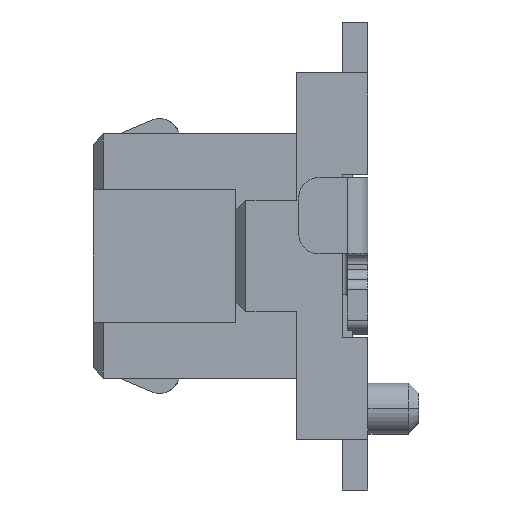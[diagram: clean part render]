
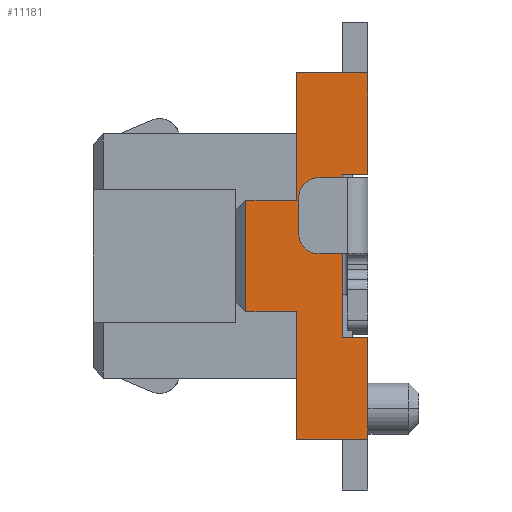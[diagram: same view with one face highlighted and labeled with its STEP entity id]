
A CAD part, left-side view. The second image highlights one B-rep face of the part: STEP entity #11181.
In plain terms, the highlighted planar face has unit normal (-1, 0, 0).
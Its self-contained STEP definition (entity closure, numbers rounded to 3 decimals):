
#2995=DIRECTION('',(0.,0.,-1.));
#2996=VECTOR('',#2995,1.6);
#2997=CARTESIAN_POINT('',(-3.55,0.25,0.8));
#2998=LINE('12018',#2997,#2996);
#2999=DIRECTION('',(0.,-1.,0.));
#3000=VECTOR('',#2999,0.25);
#3001=CARTESIAN_POINT('',(-3.55,0.25,-0.8));
#3002=LINE('12019',#3001,#3000);
#3003=DIRECTION('',(0.,1.,0.));
#3004=VECTOR('',#3003,0.7);
#3005=CARTESIAN_POINT('',(-3.55,0.,-1.8));
#3006=LINE('11790',#3005,#3004);
#3007=DIRECTION('',(0.,0.,1.));
#3008=VECTOR('',#3007,1.25);
#3009=CARTESIAN_POINT('',(-3.55,0.7,-1.8));
#3010=LINE('11709',#3009,#3008);
#3011=DIRECTION('',(0.,1.,0.));
#3012=VECTOR('',#3011,0.5);
#3013=CARTESIAN_POINT('',(-3.55,0.7,-0.55));
#3014=LINE('12022',#3013,#3012);
#3015=DIRECTION('',(0.,0.,1.));
#3016=VECTOR('',#3015,1.1);
#3017=CARTESIAN_POINT('',(-3.55,1.2,-0.55));
#3018=LINE('12023',#3017,#3016);
#3019=DIRECTION('',(0.,-1.,0.));
#3020=VECTOR('',#3019,0.5);
#3021=CARTESIAN_POINT('',(-3.55,1.2,0.55));
#3022=LINE('12001',#3021,#3020);
#3023=DIRECTION('',(0.,0.,1.));
#3024=VECTOR('',#3023,1.25);
#3025=CARTESIAN_POINT('',(-3.55,0.7,0.55));
#3026=LINE('11737',#3025,#3024);
#3027=DIRECTION('',(0.,-1.,0.));
#3028=VECTOR('',#3027,0.7);
#3029=CARTESIAN_POINT('',(-3.55,0.7,1.8));
#3030=LINE('12024',#3029,#3028);
#3493=DIRECTION('',(0.,0.,1.));
#3494=VECTOR('',#3493,0.3);
#3495=CARTESIAN_POINT('',(-3.55,0.,-1.8));
#3496=LINE('12021',#3495,#3494);
#3507=DIRECTION('',(0.,0.,1.));
#3508=VECTOR('',#3507,0.7);
#3509=CARTESIAN_POINT('',(-3.55,0.,-1.5));
#3510=LINE('12020',#3509,#3508);
#3579=DIRECTION('',(0.,-1.,0.));
#3580=VECTOR('',#3579,0.25);
#3581=CARTESIAN_POINT('',(-3.55,0.25,0.8));
#3582=LINE('12043',#3581,#3580);
#3587=DIRECTION('',(0.,0.,1.));
#3588=VECTOR('',#3587,1.);
#3589=CARTESIAN_POINT('',(-3.55,0.,0.8));
#3590=LINE('12025',#3589,#3588);
#5811=CARTESIAN_POINT('',(-3.55,0.,1.8));
#5812=VERTEX_POINT('',#5811);
#5853=CARTESIAN_POINT('',(-3.55,0.7,-0.55));
#5854=VERTEX_POINT('',#5853);
#5855=CARTESIAN_POINT('',(-3.55,0.7,-1.8));
#5856=VERTEX_POINT('',#5855);
#5875=CARTESIAN_POINT('',(-3.55,0.7,0.55));
#5876=CARTESIAN_POINT('',(-3.55,0.7,1.8));
#5877=VERTEX_POINT('',#5875);
#5878=VERTEX_POINT('',#5876);
#5889=CARTESIAN_POINT('',(-3.55,0.25,-0.8));
#5890=VERTEX_POINT('',#5889);
#5892=CARTESIAN_POINT('',(-3.55,0.25,0.8));
#5894=VERTEX_POINT('',#5892);
#5903=CARTESIAN_POINT('',(-3.55,0.,-0.8));
#5905=VERTEX_POINT('',#5903);
#5923=CARTESIAN_POINT('',(-3.55,0.,-1.8));
#5924=VERTEX_POINT('',#5923);
#6051=CARTESIAN_POINT('',(-3.55,1.2,0.55));
#6052=VERTEX_POINT('',#6051);
#6057=CARTESIAN_POINT('',(-3.55,1.2,-0.55));
#6058=VERTEX_POINT('',#6057);
#6077=CARTESIAN_POINT('',(-3.55,0.,-1.5));
#6078=VERTEX_POINT('',#6077);
#6079=CARTESIAN_POINT('',(-3.55,0.,0.8));
#6080=VERTEX_POINT('',#6079);
#11152=CARTESIAN_POINT('',(-3.55,0.6,0.));
#11153=DIRECTION('',(1.,0.,0.));
#11154=DIRECTION('',(0.,0.,1.));
#11155=AXIS2_PLACEMENT_3D('',#11152,#11153,#11154);
#11156=PLANE('15045',#11155);
#11158=ORIENTED_EDGE('12018',*,*,#11157,.T.);
#11160=ORIENTED_EDGE('12019',*,*,#11159,.T.);
#11162=ORIENTED_EDGE('12020',*,*,#11161,.F.);
#11164=ORIENTED_EDGE('12021',*,*,#11163,.F.);
#11165=ORIENTED_EDGE('11790',*,*,#9086,.T.);
#11166=ORIENTED_EDGE('11709',*,*,#9051,.T.);
#11168=ORIENTED_EDGE('12022',*,*,#11167,.T.);
#11170=ORIENTED_EDGE('12023',*,*,#11169,.T.);
#11172=ORIENTED_EDGE('12001',*,*,#11171,.T.);
#11173=ORIENTED_EDGE('11737',*,*,#8051,.T.);
#11174=ORIENTED_EDGE('12024',*,*,#8020,.T.);
#11176=ORIENTED_EDGE('12025',*,*,#11175,.F.);
#11178=ORIENTED_EDGE('12043',*,*,#11177,.F.);
#11179=EDGE_LOOP('15045',(#11158,#11160,#11162,#11164,#11165,#11166,#11168,
#11170,#11172,#11173,#11174,#11176,#11178));
#11180=FACE_OUTER_BOUND('15045',#11179,.F.);
#8020=EDGE_CURVE('12024',#5878,#5812,#3030,.T.);
#8051=EDGE_CURVE('11737',#5877,#5878,#3026,.T.);
#9051=EDGE_CURVE('11709',#5856,#5854,#3010,.T.);
#9086=EDGE_CURVE('11790',#5924,#5856,#3006,.T.);
#11157=EDGE_CURVE('12018',#5894,#5890,#2998,.T.);
#11159=EDGE_CURVE('12019',#5890,#5905,#3002,.T.);
#11161=EDGE_CURVE('12020',#6078,#5905,#3510,.T.);
#11163=EDGE_CURVE('12021',#5924,#6078,#3496,.T.);
#11167=EDGE_CURVE('12022',#5854,#6058,#3014,.T.);
#11169=EDGE_CURVE('12023',#6058,#6052,#3018,.T.);
#11171=EDGE_CURVE('12001',#6052,#5877,#3022,.T.);
#11175=EDGE_CURVE('12025',#6080,#5812,#3590,.T.);
#11177=EDGE_CURVE('12043',#5894,#6080,#3582,.T.);
#11181=ADVANCED_FACE('15045',(#11180),#11156,.F.);
